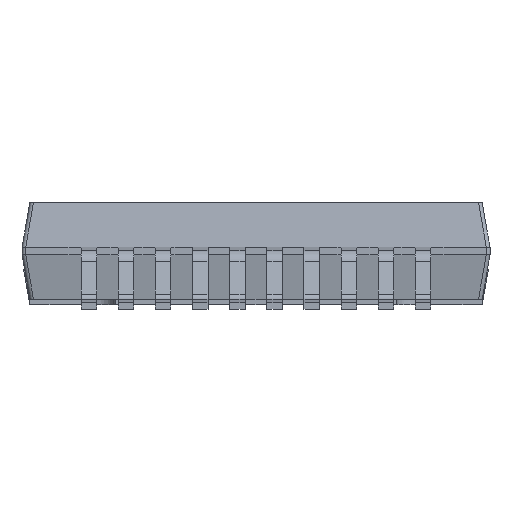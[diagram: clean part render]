
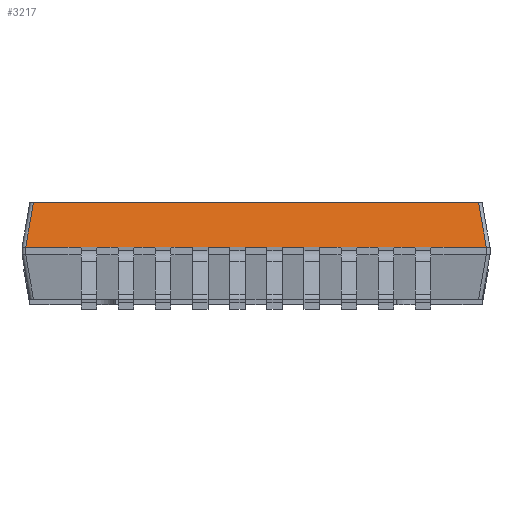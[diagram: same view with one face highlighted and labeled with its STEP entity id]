
A CAD part, left-side view. The second image highlights one B-rep face of the part: STEP entity #3217.
In plain terms, the highlighted planar face has unit normal (-0.985, 0, 0.174).
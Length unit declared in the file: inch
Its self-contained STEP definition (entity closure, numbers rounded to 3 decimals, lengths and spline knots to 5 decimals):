
#2794=FACE_OUTER_BOUND('',#4020,.T.);
#3217=ADVANCED_FACE('',(#2794),#3645,.T.);
#3645=PLANE('',#11347);
#3916=ELLIPSE('',#11345,0.02879,0.005);
#3917=ELLIPSE('',#11346,0.02879,0.005);
#4020=EDGE_LOOP('',(#4667,#4668,#4669,#4670,#4671,#4672,#4673,#4674,#4675,
#4676,#4677,#4678,#4679,#4680,#4681,#4682,#4683,#4684,#4685,#4686,#4687,
#4688,#4689,#4690,#4691,#4692));
#4667=ORIENTED_EDGE('',*,*,#7571,.F.);
#4668=ORIENTED_EDGE('',*,*,#7673,.T.);
#4669=ORIENTED_EDGE('',*,*,#7674,.T.);
#4670=ORIENTED_EDGE('',*,*,#7474,.F.);
#4671=ORIENTED_EDGE('',*,*,#7675,.T.);
#4672=ORIENTED_EDGE('',*,*,#7676,.T.);
#4673=ORIENTED_EDGE('',*,*,#7625,.F.);
#4674=ORIENTED_EDGE('',*,*,#7677,.T.);
#4675=ORIENTED_EDGE('',*,*,#7589,.F.);
#4676=ORIENTED_EDGE('',*,*,#7678,.T.);
#4677=ORIENTED_EDGE('',*,*,#7593,.F.);
#4678=ORIENTED_EDGE('',*,*,#7679,.T.);
#4679=ORIENTED_EDGE('',*,*,#7597,.F.);
#4680=ORIENTED_EDGE('',*,*,#7680,.T.);
#4681=ORIENTED_EDGE('',*,*,#7601,.F.);
#4682=ORIENTED_EDGE('',*,*,#7681,.T.);
#4683=ORIENTED_EDGE('',*,*,#7606,.F.);
#4684=ORIENTED_EDGE('',*,*,#7682,.T.);
#4685=ORIENTED_EDGE('',*,*,#7586,.F.);
#4686=ORIENTED_EDGE('',*,*,#7683,.T.);
#4687=ORIENTED_EDGE('',*,*,#7582,.F.);
#4688=ORIENTED_EDGE('',*,*,#7684,.T.);
#4689=ORIENTED_EDGE('',*,*,#7578,.F.);
#4690=ORIENTED_EDGE('',*,*,#7685,.T.);
#4691=ORIENTED_EDGE('',*,*,#7574,.F.);
#4692=ORIENTED_EDGE('',*,*,#7686,.T.);
#6740=VERTEX_POINT('',#14699);
#6741=VERTEX_POINT('',#14701);
#6837=VERTEX_POINT('',#14989);
#6838=VERTEX_POINT('',#14991);
#6839=VERTEX_POINT('',#14995);
#6841=VERTEX_POINT('',#14998);
#6843=VERTEX_POINT('',#15004);
#6845=VERTEX_POINT('',#15007);
#6847=VERTEX_POINT('',#15013);
#6849=VERTEX_POINT('',#15016);
#6851=VERTEX_POINT('',#15022);
#6853=VERTEX_POINT('',#15025);
#6855=VERTEX_POINT('',#15031);
#6856=VERTEX_POINT('',#15032);
#6859=VERTEX_POINT('',#15040);
#6860=VERTEX_POINT('',#15041);
#6863=VERTEX_POINT('',#15049);
#6864=VERTEX_POINT('',#15050);
#6867=VERTEX_POINT('',#15058);
#6868=VERTEX_POINT('',#15059);
#6871=VERTEX_POINT('',#15067);
#6873=VERTEX_POINT('',#15070);
#6891=VERTEX_POINT('',#15112);
#6892=VERTEX_POINT('',#15113);
#6925=VERTEX_POINT('',#15205);
#6926=VERTEX_POINT('',#15208);
#7474=EDGE_CURVE('',#6740,#6741,#9059,.T.);
#7571=EDGE_CURVE('',#6837,#6838,#9124,.T.);
#7574=EDGE_CURVE('',#6839,#6841,#9127,.T.);
#7578=EDGE_CURVE('',#6843,#6845,#9131,.T.);
#7582=EDGE_CURVE('',#6847,#6849,#9135,.T.);
#7586=EDGE_CURVE('',#6851,#6853,#9139,.T.);
#7589=EDGE_CURVE('',#6855,#6856,#9142,.T.);
#7593=EDGE_CURVE('',#6859,#6860,#9146,.T.);
#7597=EDGE_CURVE('',#6863,#6864,#9150,.T.);
#7601=EDGE_CURVE('',#6867,#6868,#9154,.T.);
#7606=EDGE_CURVE('',#6871,#6873,#9159,.T.);
#7625=EDGE_CURVE('',#6891,#6892,#9178,.T.);
#7673=EDGE_CURVE('',#6837,#6925,#3916,.T.);
#7674=EDGE_CURVE('',#6925,#6741,#9224,.T.);
#7675=EDGE_CURVE('',#6740,#6926,#9225,.T.);
#7676=EDGE_CURVE('',#6926,#6892,#3917,.T.);
#7677=EDGE_CURVE('',#6891,#6856,#9226,.T.);
#7678=EDGE_CURVE('',#6855,#6860,#9227,.T.);
#7679=EDGE_CURVE('',#6859,#6864,#9228,.T.);
#7680=EDGE_CURVE('',#6863,#6868,#9229,.T.);
#7681=EDGE_CURVE('',#6867,#6873,#9230,.T.);
#7682=EDGE_CURVE('',#6871,#6853,#9231,.T.);
#7683=EDGE_CURVE('',#6851,#6849,#9232,.T.);
#7684=EDGE_CURVE('',#6847,#6845,#9233,.T.);
#7685=EDGE_CURVE('',#6843,#6841,#9234,.T.);
#7686=EDGE_CURVE('',#6839,#6838,#9235,.T.);
#9059=LINE('',#14700,#9903);
#9124=LINE('',#14990,#9968);
#9127=LINE('',#14997,#9971);
#9131=LINE('',#15006,#9975);
#9135=LINE('',#15015,#9979);
#9139=LINE('',#15024,#9983);
#9142=LINE('',#15030,#9986);
#9146=LINE('',#15039,#9990);
#9150=LINE('',#15048,#9994);
#9154=LINE('',#15057,#9998);
#9159=LINE('',#15069,#10003);
#9178=LINE('',#15111,#10022);
#9224=LINE('',#15206,#10068);
#9225=LINE('',#15207,#10069);
#9226=LINE('',#15210,#10070);
#9227=LINE('',#15211,#10071);
#9228=LINE('',#15212,#10072);
#9229=LINE('',#15213,#10073);
#9230=LINE('',#15214,#10074);
#9231=LINE('',#15215,#10075);
#9232=LINE('',#15216,#10076);
#9233=LINE('',#15217,#10077);
#9234=LINE('',#15218,#10078);
#9235=LINE('',#15219,#10079);
#9903=VECTOR('',#12003,1.);
#9968=VECTOR('',#12132,1.);
#9971=VECTOR('',#12137,1.);
#9975=VECTOR('',#12143,1.);
#9979=VECTOR('',#12149,1.);
#9983=VECTOR('',#12155,1.);
#9986=VECTOR('',#12160,1.);
#9990=VECTOR('',#12166,1.);
#9994=VECTOR('',#12172,1.);
#9998=VECTOR('',#12178,1.);
#10003=VECTOR('',#12185,1.);
#10022=VECTOR('',#12214,1.);
#10068=VECTOR('',#12288,1.);
#10069=VECTOR('',#12289,1.);
#10070=VECTOR('',#12292,1.);
#10071=VECTOR('',#12293,1.);
#10072=VECTOR('',#12294,1.);
#10073=VECTOR('',#12295,1.);
#10074=VECTOR('',#12296,1.);
#10075=VECTOR('',#12297,1.);
#10076=VECTOR('',#12298,1.);
#10077=VECTOR('',#12299,1.);
#10078=VECTOR('',#12300,1.);
#10079=VECTOR('',#12301,1.);
#11345=AXIS2_PLACEMENT_3D('',#15204,#12286,#12287);
#11346=AXIS2_PLACEMENT_3D('',#15209,#12290,#12291);
#11347=AXIS2_PLACEMENT_3D('',#15220,#12302,#12303);
#12003=DIRECTION('',(0.,-1.,0.));
#12132=DIRECTION('',(0.,1.,0.));
#12137=DIRECTION('',(0.,1.,0.));
#12143=DIRECTION('',(0.,1.,0.));
#12149=DIRECTION('',(0.,1.,0.));
#12155=DIRECTION('',(0.,1.,0.));
#12160=DIRECTION('',(0.,1.,0.));
#12166=DIRECTION('',(0.,1.,0.));
#12172=DIRECTION('',(0.,1.,0.));
#12178=DIRECTION('',(0.,1.,0.));
#12185=DIRECTION('',(0.,1.,0.));
#12214=DIRECTION('',(0.,1.,0.));
#12286=DIRECTION('',(-0.985,0.,0.174));
#12287=DIRECTION('',(-0.174,0.,-0.985));
#12288=DIRECTION('',(0.171,0.171,0.97));
#12289=DIRECTION('',(-0.171,0.171,-0.97));
#12290=DIRECTION('',(-0.985,0.,0.174));
#12291=DIRECTION('',(-0.174,0.,-0.985));
#12292=DIRECTION('',(0.,-1.,0.));
#12293=DIRECTION('',(0.,-1.,0.));
#12294=DIRECTION('',(0.,-1.,0.));
#12295=DIRECTION('',(0.,-1.,0.));
#12296=DIRECTION('',(0.,-1.,0.));
#12297=DIRECTION('',(0.,-1.,0.));
#12298=DIRECTION('',(0.,-1.,0.));
#12299=DIRECTION('',(0.,-1.,0.));
#12300=DIRECTION('',(0.,-1.,0.));
#12301=DIRECTION('',(0.,-1.,0.));
#12302=DIRECTION('',(-0.985,0.,0.174));
#12303=DIRECTION('',(0.,-1.,0.));
#14699=CARTESIAN_POINT('',(-0.18233,0.61442,0.12992));
#14700=CARTESIAN_POINT('',(-0.18233,0.,0.12992));
#14701=CARTESIAN_POINT('',(-0.18233,0.0155,0.12992));
#14989=CARTESIAN_POINT('',(-0.19291,0.005,0.06992));
#14990=CARTESIAN_POINT('',(-0.19291,0.62992,0.06992));
#14991=CARTESIAN_POINT('',(-0.19291,0.07953,0.06992));
#14995=CARTESIAN_POINT('',(-0.19291,0.10039,0.06992));
#14997=CARTESIAN_POINT('',(-0.19291,0.62992,0.06992));
#14998=CARTESIAN_POINT('',(-0.19291,0.12953,0.06992));
#15004=CARTESIAN_POINT('',(-0.19291,0.15039,0.06992));
#15006=CARTESIAN_POINT('',(-0.19291,0.62992,0.06992));
#15007=CARTESIAN_POINT('',(-0.19291,0.17953,0.06992));
#15013=CARTESIAN_POINT('',(-0.19291,0.20039,0.06992));
#15015=CARTESIAN_POINT('',(-0.19291,0.62992,0.06992));
#15016=CARTESIAN_POINT('',(-0.19291,0.22953,0.06992));
#15022=CARTESIAN_POINT('',(-0.19291,0.25039,0.06992));
#15024=CARTESIAN_POINT('',(-0.19291,0.62992,0.06992));
#15025=CARTESIAN_POINT('',(-0.19291,0.27953,0.06992));
#15030=CARTESIAN_POINT('',(-0.19291,0.62992,0.06992));
#15031=CARTESIAN_POINT('',(-0.19291,0.50039,0.06992));
#15032=CARTESIAN_POINT('',(-0.19291,0.52953,0.06992));
#15039=CARTESIAN_POINT('',(-0.19291,0.62992,0.06992));
#15040=CARTESIAN_POINT('',(-0.19291,0.45039,0.06992));
#15041=CARTESIAN_POINT('',(-0.19291,0.47953,0.06992));
#15048=CARTESIAN_POINT('',(-0.19291,0.62992,0.06992));
#15049=CARTESIAN_POINT('',(-0.19291,0.40039,0.06992));
#15050=CARTESIAN_POINT('',(-0.19291,0.42953,0.06992));
#15057=CARTESIAN_POINT('',(-0.19291,0.62992,0.06992));
#15058=CARTESIAN_POINT('',(-0.19291,0.35039,0.06992));
#15059=CARTESIAN_POINT('',(-0.19291,0.37953,0.06992));
#15067=CARTESIAN_POINT('',(-0.19291,0.30039,0.06992));
#15069=CARTESIAN_POINT('',(-0.19291,0.62992,0.06992));
#15070=CARTESIAN_POINT('',(-0.19291,0.32953,0.06992));
#15111=CARTESIAN_POINT('',(-0.19291,0.62992,0.06992));
#15112=CARTESIAN_POINT('',(-0.19291,0.55039,0.06992));
#15113=CARTESIAN_POINT('',(-0.19291,0.62492,0.06992));
#15204=CARTESIAN_POINT('',(-0.18791,0.005,0.09828));
#15205=CARTESIAN_POINT('',(-0.19291,0.00492,0.06992));
#15206=CARTESIAN_POINT('',(-0.19306,0.00478,0.0691));
#15207=CARTESIAN_POINT('',(-0.17462,0.6067,0.17367));
#15208=CARTESIAN_POINT('',(-0.19291,0.625,0.06992));
#15209=CARTESIAN_POINT('',(-0.18791,0.62492,0.09828));
#15210=CARTESIAN_POINT('',(-0.19291,0.55039,0.06992));
#15211=CARTESIAN_POINT('',(-0.19291,0.50039,0.06992));
#15212=CARTESIAN_POINT('',(-0.19291,0.45039,0.06992));
#15213=CARTESIAN_POINT('',(-0.19291,0.40039,0.06992));
#15214=CARTESIAN_POINT('',(-0.19291,0.35039,0.06992));
#15215=CARTESIAN_POINT('',(-0.19291,0.30039,0.06992));
#15216=CARTESIAN_POINT('',(-0.19291,0.25039,0.06992));
#15217=CARTESIAN_POINT('',(-0.19291,0.20039,0.06992));
#15218=CARTESIAN_POINT('',(-0.19291,0.15039,0.06992));
#15219=CARTESIAN_POINT('',(-0.19291,0.10039,0.06992));
#15220=CARTESIAN_POINT('',(-0.19291,0.,0.06992));
